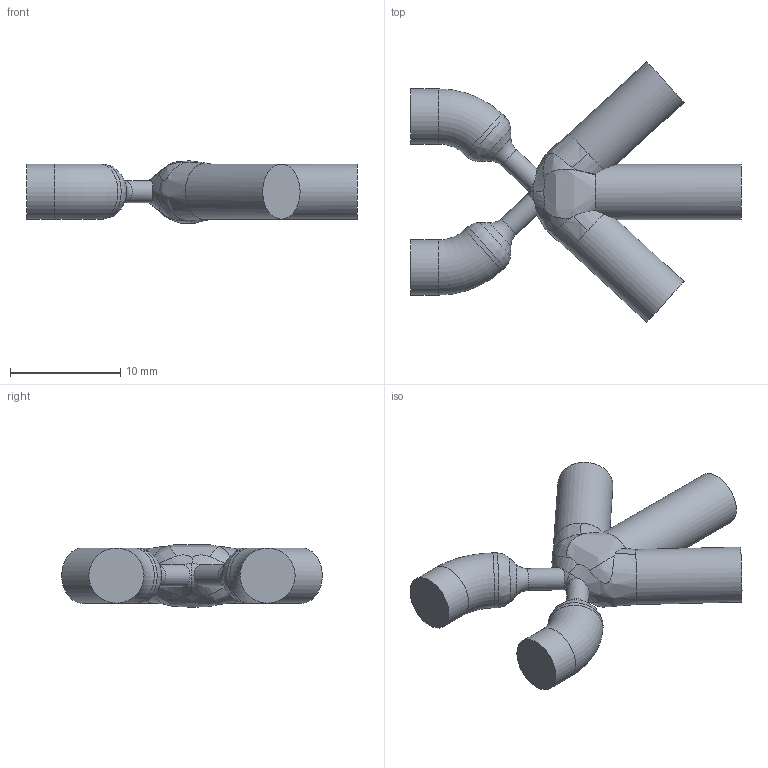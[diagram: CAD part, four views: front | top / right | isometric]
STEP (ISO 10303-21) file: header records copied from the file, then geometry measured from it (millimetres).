
FILE_DESCRIPTION(/* description */ (''),/* implementation_level */ '2;1');
FILE_NAME(/* name */ 'Logic-AND-NOT-Pipe.step',/* time_stamp */ '2022-04-06T17:38:10+01:00',/* author */ (''),/* organization */ (''),/* preprocessor_version */ 'ST-DEVELOPER v18.1',/* originating_system */ 'Autodesk Translation Framework v10.13.0.1454',/* authorisation */ '');
FILE_SCHEMA (('AUTOMOTIVE_DESIGN { 1 0 10303 214 3 1 1 }'));
Length unit declared in the file: millimetre
Products named in the file (2): AND_5mm_pipe; logic gate and v14
Assembly tree (1 placements, depth 2):
  AND_5mm_pipe
    logic gate and v14
Bounding box: 30 x 23.62 x 5.67 mm (x, y, z)
Volume: 1197.9 mm3; surface area: 1056.8 mm2
Topology: 1 solids, 1 shells, 36 faces, 99 edges, 65 vertices
Faces by surface type: bspline 16, cylinder 9, plane 5, torus 4, cone 2
Full cylindrical faces by diameter (mm): 2 x2, 5 x7
Entity records: 1783 total; most frequent: CARTESIAN_POINT 896, ORIENTED_EDGE 198, DIRECTION 153, EDGE_CURVE 99, AXIS2_PLACEMENT_3D 71, VERTEX_POINT 65, CIRCLE 45, B_SPLINE_CURVE_WITH_KNOTS 40
